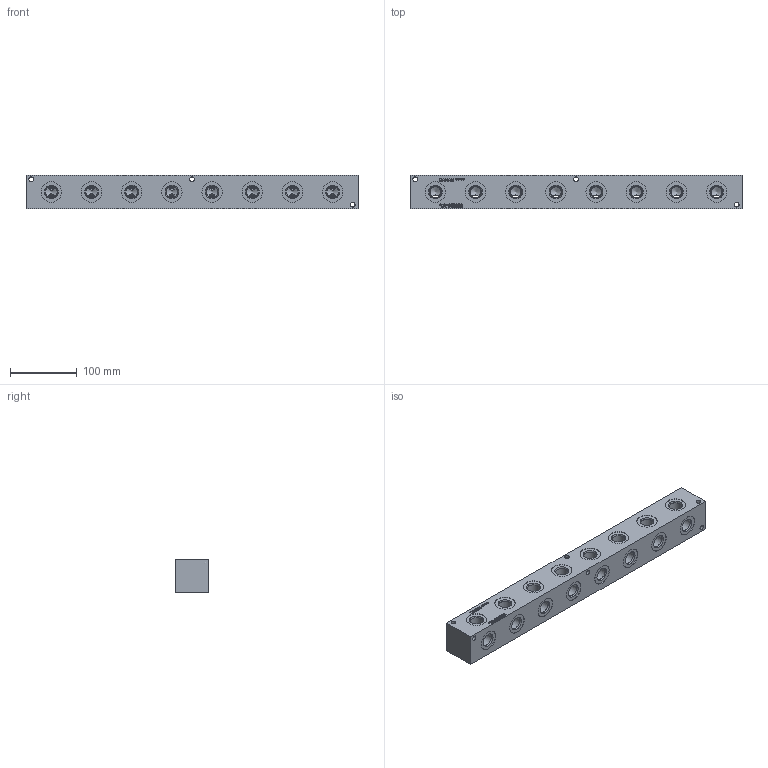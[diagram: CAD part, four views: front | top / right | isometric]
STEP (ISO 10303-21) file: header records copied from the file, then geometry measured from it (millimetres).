
FILE_DESCRIPTION(/* description */ (''),/* implementation_level */ '2;1');
FILE_NAME(/* name */ '_J2700808S.stp',/* time_stamp */ '2020-03-25T15:19:36-04:00',/* author */ ('devonn'),/* organization */ (''),/* preprocessor_version */ 'ST-DEVELOPER v17',/* originating_system */ 'Autodesk Inventor 2019',/* authorisation */ '');
FILE_SCHEMA (('AUTOMOTIVE_DESIGN { 1 0 10303 214 3 1 1 }'));
Length unit declared in the file: millimetre
Products named in the file (1): Part_AJ2700808S_3D
Bounding box: 498.48 x 50.8 x 50.8 mm (x, y, z)
Volume: 1129299.2 mm3; surface area: 138683.7 mm2
Topology: 1 solids, 1 shells, 578 faces, 1633 edges, 1096 vertices
Faces by surface type: plane 252, cylinder 124, bspline 114, cone 88
Full cylindrical faces by diameter (mm): 7.137 x12, 17.501 x24, 19.05 x24, 19.253 x24, 30.632 x24
Entity records: 20195 total; most frequent: CARTESIAN_POINT 5300, ORIENTED_EDGE 3218, DIRECTION 2715, EDGE_CURVE 1609, VERTEX_POINT 1096, AXIS2_PLACEMENT_3D 951, LINE 813, VECTOR 813
